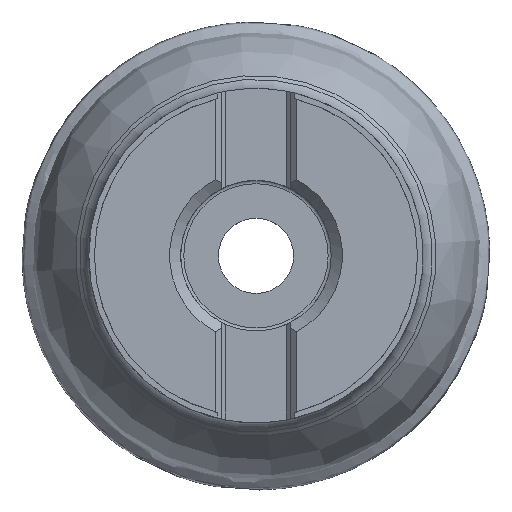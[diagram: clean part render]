
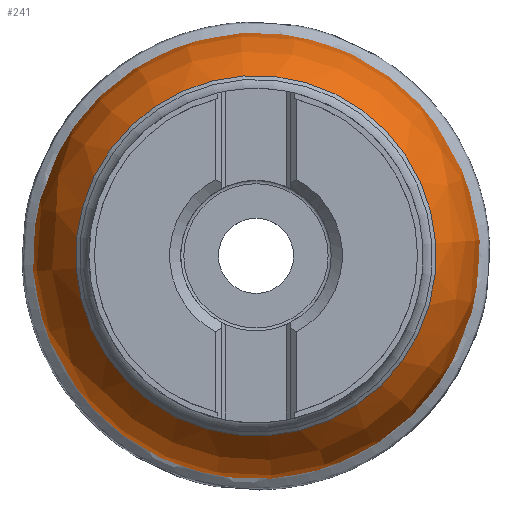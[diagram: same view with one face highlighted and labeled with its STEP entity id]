
A CAD part, top view. The second image highlights one B-rep face of the part: STEP entity #241.
In plain terms, the highlighted free-form (B-spline) face has degree [3, 3] with [4, 7] control points.
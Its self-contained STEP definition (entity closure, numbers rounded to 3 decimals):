
#231=(
BOUNDED_SURFACE()
B_SPLINE_SURFACE(3,3,((#1313,#1314,#1315,#1316,#1317,#1318,#1319),(#1320,
#1321,#1322,#1323,#1324,#1325,#1326),(#1327,#1328,#1329,#1330,#1331,#1332,
#1333),(#1334,#1335,#1336,#1337,#1338,#1339,#1340)),.UNSPECIFIED.,.F.,.T.,
 .F.)
B_SPLINE_SURFACE_WITH_KNOTS((4,4),(1,3,3,3,1),(0.,1.),(-0.5,0.,0.5,1.,1.5),
 .UNSPECIFIED.)
GEOMETRIC_REPRESENTATION_ITEM()
RATIONAL_B_SPLINE_SURFACE(((1.,0.333,0.333,1.,0.333,
0.333,1.),(0.952,0.317,0.317,
0.952,0.317,0.317,0.952),
(0.952,0.317,0.317,0.952,
0.317,0.317,0.952),(1.,0.333,
0.333,1.,0.333,0.333,1.)))
REPRESENTATION_ITEM('')
SURFACE()
);
#241=ADVANCED_FACE('TB_END_SU_12',(#300,#301),#231,.T.);
#300=FACE_BOUND('',#351,.T.);
#301=FACE_BOUND('',#352,.T.);
#351=EDGE_LOOP('',(#423));
#352=EDGE_LOOP('',(#424));
#423=ORIENTED_EDGE('',*,*,#671,.T.);
#424=ORIENTED_EDGE('',*,*,#670,.F.);
#601=VERTEX_POINT('',#1309);
#602=VERTEX_POINT('',#1312);
#670=EDGE_CURVE('',#601,#601,#760,.T.);
#671=EDGE_CURVE('',#602,#602,#761,.T.);
#760=CIRCLE('',#922,32.34);
#761=CIRCLE('',#924,40.386);
#922=AXIS2_PLACEMENT_3D('',#1308,#1051,#1052);
#924=AXIS2_PLACEMENT_3D('',#1311,#1055,#1056);
#1051=DIRECTION('',(0.,0.,1.));
#1052=DIRECTION('',(0.998,0.07,0.));
#1055=DIRECTION('',(0.,0.,1.));
#1056=DIRECTION('',(0.998,0.07,0.));
#1308=CARTESIAN_POINT('',(0.,0.,
-19.859));
#1309=CARTESIAN_POINT('',(32.261,2.256,-19.859));
#1311=CARTESIAN_POINT('',(0.,0.,-40.));
#1312=CARTESIAN_POINT('',(40.287,2.817,-40.));
#1313=CARTESIAN_POINT('',(32.261,2.256,-19.859));
#1314=CARTESIAN_POINT('',(27.75,66.779,-19.859));
#1315=CARTESIAN_POINT('',(-36.773,62.267,-19.859));
#1316=CARTESIAN_POINT('',(-32.261,-2.256,-19.859));
#1317=CARTESIAN_POINT('',(-27.75,-66.779,-19.859));
#1318=CARTESIAN_POINT('',(36.773,-62.267,-19.859));
#1319=CARTESIAN_POINT('',(32.261,2.256,-19.859));
#1320=CARTESIAN_POINT('',(37.479,2.621,-25.36));
#1321=CARTESIAN_POINT('',(32.237,77.578,-25.36));
#1322=CARTESIAN_POINT('',(-42.72,72.336,-25.36));
#1323=CARTESIAN_POINT('',(-37.479,-2.621,-25.36));
#1324=CARTESIAN_POINT('',(-32.237,-77.578,-25.36));
#1325=CARTESIAN_POINT('',(42.72,-72.336,-25.36));
#1326=CARTESIAN_POINT('',(37.479,2.621,-25.36));
#1327=CARTESIAN_POINT('',(40.287,2.817,-32.409));
#1328=CARTESIAN_POINT('',(34.653,83.392,-32.409));
#1329=CARTESIAN_POINT('',(-45.922,77.758,-32.409));
#1330=CARTESIAN_POINT('',(-40.287,-2.817,-32.409));
#1331=CARTESIAN_POINT('',(-34.653,-83.392,-32.409));
#1332=CARTESIAN_POINT('',(45.922,-77.758,-32.409));
#1333=CARTESIAN_POINT('',(40.287,2.817,-32.409));
#1334=CARTESIAN_POINT('',(40.287,2.817,-40.));
#1335=CARTESIAN_POINT('',(34.653,83.392,-40.));
#1336=CARTESIAN_POINT('',(-45.922,77.758,-40.));
#1337=CARTESIAN_POINT('',(-40.287,-2.817,-40.));
#1338=CARTESIAN_POINT('',(-34.653,-83.392,-40.));
#1339=CARTESIAN_POINT('',(45.922,-77.758,-40.));
#1340=CARTESIAN_POINT('',(40.287,2.817,-40.));
